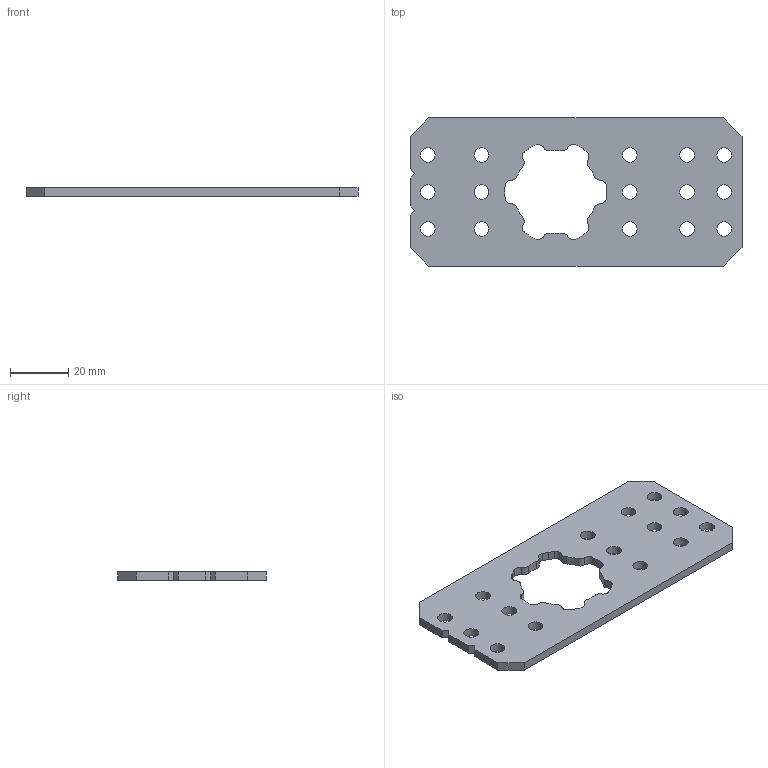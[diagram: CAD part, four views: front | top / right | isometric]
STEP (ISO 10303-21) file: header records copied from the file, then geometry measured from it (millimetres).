
FILE_DESCRIPTION (( 'STEP AP203' ), '1' );
FILE_NAME ('REV-21-2567.STEP', '2022-04-04T19:42:11', ( '' ), ( '' ), 'SwSTEP 2.0', 'SolidWorks 2022', '' );
FILE_SCHEMA (( 'CONFIG_CONTROL_DESIGN' ));
Length unit declared in the file: inch
Products named in the file (1): REV-21-2567
Bounding box: 113.79 x 50.8 x 3 mm (x, y, z)
Volume: 13820.8 mm3; surface area: 11224.3 mm2
Topology: 1 solids, 1 shells, 92 faces, 270 edges, 180 vertices
Faces by surface type: cylinder 76, plane 16
Entity records: 3289 total; most frequent: DIRECTION 608, CARTESIAN_POINT 543, ORIENTED_EDGE 540, EDGE_CURVE 270, AXIS2_PLACEMENT_3D 245, VERTEX_POINT 180, CIRCLE 152, EDGE_LOOP 124
